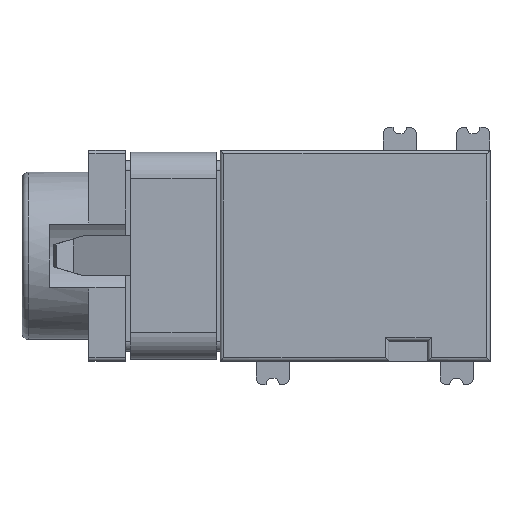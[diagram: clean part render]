
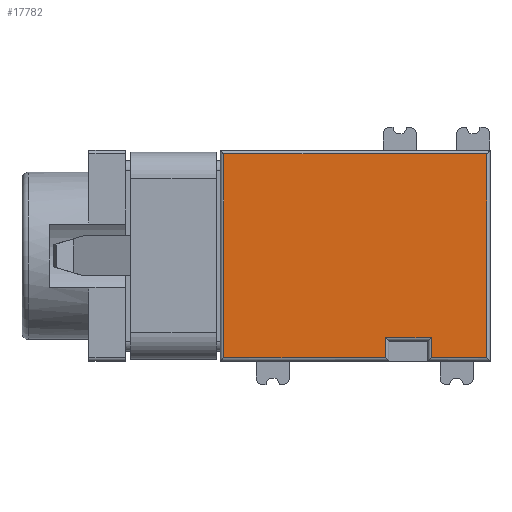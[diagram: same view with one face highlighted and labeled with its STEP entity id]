
A CAD part, top view. The second image highlights one B-rep face of the part: STEP entity #17782.
In plain terms, the highlighted planar face has unit normal (0, 0, 1).
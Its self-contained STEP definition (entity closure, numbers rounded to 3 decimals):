
#80 = CARTESIAN_POINT ( 'NONE',  ( 5.1, -3.05, 4.5 ) ) ;
#259 = LINE ( 'NONE', #545, #4690 ) ;
#545 = CARTESIAN_POINT ( 'NONE',  ( 2.174, -3.05, 4.5 ) ) ;
#1232 = EDGE_CURVE ( 'NONE', #5884, #7096, #8048, .T. ) ;
#1720 = VECTOR ( 'NONE', #3753, 1000. ) ;
#2496 = DIRECTION ( 'NONE',  ( 1., 0., 0. ) ) ;
#2556 = EDGE_CURVE ( 'NONE', #9088, #6133, #5262, .T. ) ;
#2700 = DIRECTION ( 'NONE',  ( 0., 0., 1. ) ) ;
#2728 = ORIENTED_EDGE ( 'NONE', *, *, #12853, .T. ) ;
#3235 = VERTEX_POINT ( 'NONE', #4043 ) ;
#3632 = DIRECTION ( 'NONE',  ( 0., 1., 0. ) ) ;
#3753 = DIRECTION ( 'NONE',  ( 0., -1., 0. ) ) ;
#3800 = VERTEX_POINT ( 'NONE', #16960 ) ;
#4043 = CARTESIAN_POINT ( 'NONE',  ( 2.074, -2.45, 4.5 ) ) ;
#4330 = LINE ( 'NONE', #8910, #12315 ) ;
#4690 = VECTOR ( 'NONE', #13621, 1000. ) ;
#4823 = ORIENTED_EDGE ( 'NONE', *, *, #1232, .T. ) ;
#5005 = CARTESIAN_POINT ( 'NONE',  ( 2.074, -2.55, 4.5 ) ) ;
#5112 = VECTOR ( 'NONE', #18309, 1000. ) ;
#5262 = LINE ( 'NONE', #6749, #5112 ) ;
#5330 = PLANE ( 'NONE',  #8949 ) ;
#5433 = ORIENTED_EDGE ( 'NONE', *, *, #14008, .T. ) ;
#5884 = VERTEX_POINT ( 'NONE', #16671 ) ;
#6133 = VERTEX_POINT ( 'NONE', #14228 ) ;
#6190 = EDGE_CURVE ( 'NONE', #3235, #9094, #11536, .T. ) ;
#6327 = VECTOR ( 'NONE', #2496, 1000. ) ;
#6472 = LINE ( 'NONE', #12557, #9209 ) ;
#6651 = CARTESIAN_POINT ( 'NONE',  ( 5.2, -3.05, 4.5 ) ) ;
#6675 = ORIENTED_EDGE ( 'NONE', *, *, #12979, .T. ) ;
#6749 = CARTESIAN_POINT ( 'NONE',  ( 5.1, 3.15, 4.5 ) ) ;
#7017 = ORIENTED_EDGE ( 'NONE', *, *, #2556, .T. ) ;
#7090 = FACE_OUTER_BOUND ( 'NONE', #17968, .T. ) ;
#7096 = VERTEX_POINT ( 'NONE', #15942 ) ;
#8048 = LINE ( 'NONE', #14309, #1720 ) ;
#8910 = CARTESIAN_POINT ( 'NONE',  ( 3.443, -3.15, 4.5 ) ) ;
#8949 = AXIS2_PLACEMENT_3D ( 'NONE', #9803, #2700, #15673 ) ;
#9088 = VERTEX_POINT ( 'NONE', #80 ) ;
#9094 = VERTEX_POINT ( 'NONE', #19034 ) ;
#9209 = VECTOR ( 'NONE', #18404, 1000. ) ;
#9343 = EDGE_CURVE ( 'NONE', #9094, #3800, #4330, .T. ) ;
#9576 = LINE ( 'NONE', #6651, #14215 ) ;
#9803 = CARTESIAN_POINT ( 'NONE',  ( 0., 0., 4.5 ) ) ;
#10111 = VERTEX_POINT ( 'NONE', #15344 ) ;
#11536 = LINE ( 'NONE', #15751, #6327 ) ;
#12315 = VECTOR ( 'NONE', #14770, 1000. ) ;
#12554 = DIRECTION ( 'NONE',  ( 1., 0., 0. ) ) ;
#12557 = CARTESIAN_POINT ( 'NONE',  ( -2.866, 3.05, 4.5 ) ) ;
#12853 = EDGE_CURVE ( 'NONE', #7096, #10111, #259, .T. ) ;
#12979 = EDGE_CURVE ( 'NONE', #10111, #3235, #18229, .T. ) ;
#13621 = DIRECTION ( 'NONE',  ( 1., 0., 0. ) ) ;
#14008 = EDGE_CURVE ( 'NONE', #6133, #5884, #6472, .T. ) ;
#14215 = VECTOR ( 'NONE', #12554, 1000. ) ;
#14228 = CARTESIAN_POINT ( 'NONE',  ( 5.1, 3.05, 4.5 ) ) ;
#14309 = CARTESIAN_POINT ( 'NONE',  ( -2.766, 0., 4.5 ) ) ;
#14770 = DIRECTION ( 'NONE',  ( 0., -1., 0. ) ) ;
#15344 = CARTESIAN_POINT ( 'NONE',  ( 2.074, -3.05, 4.5 ) ) ;
#15463 = VECTOR ( 'NONE', #3632, 1000. ) ;
#15673 = DIRECTION ( 'NONE',  ( 1., 0., 0. ) ) ;
#15751 = CARTESIAN_POINT ( 'NONE',  ( 0., -2.45, 4.5 ) ) ;
#15942 = CARTESIAN_POINT ( 'NONE',  ( -2.766, -3.05, 4.5 ) ) ;
#16657 = ORIENTED_EDGE ( 'NONE', *, *, #9343, .T. ) ;
#16671 = CARTESIAN_POINT ( 'NONE',  ( -2.766, 3.05, 4.5 ) ) ;
#16960 = CARTESIAN_POINT ( 'NONE',  ( 3.443, -3.05, 4.5 ) ) ;
#17782 = ADVANCED_FACE ( 'NONE', ( #7090 ), #5330, .T. ) ;
#17968 = EDGE_LOOP ( 'NONE', ( #4823, #2728, #6675, #17987, #16657, #18876, #7017, #5433 ) ) ;
#17987 = ORIENTED_EDGE ( 'NONE', *, *, #6190, .T. ) ;
#18229 = LINE ( 'NONE', #5005, #15463 ) ;
#18279 = EDGE_CURVE ( 'NONE', #3800, #9088, #9576, .T. ) ;
#18309 = DIRECTION ( 'NONE',  ( 0., 1., 0. ) ) ;
#18404 = DIRECTION ( 'NONE',  ( -1., 0., 0. ) ) ;
#18876 = ORIENTED_EDGE ( 'NONE', *, *, #18279, .T. ) ;
#19034 = CARTESIAN_POINT ( 'NONE',  ( 3.443, -2.45, 4.5 ) ) ;
